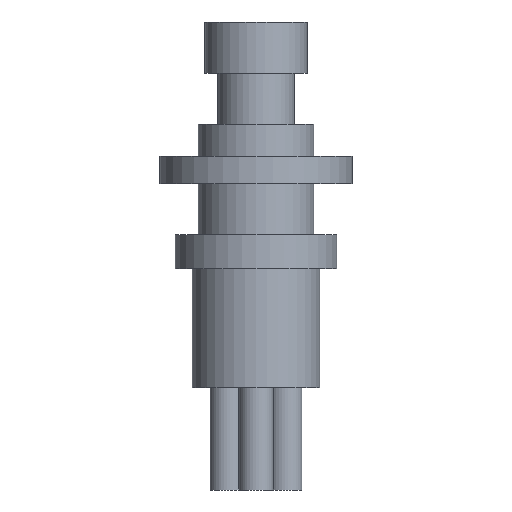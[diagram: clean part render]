
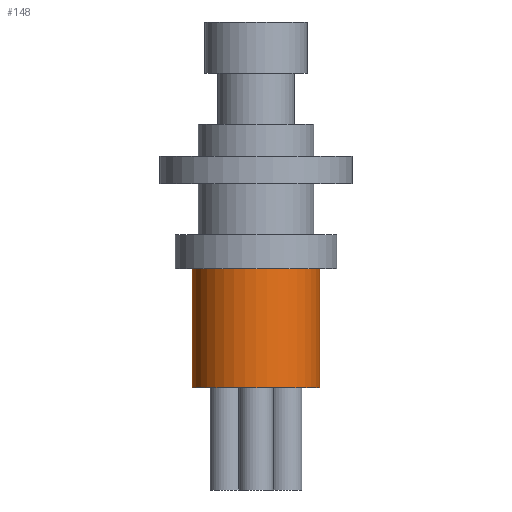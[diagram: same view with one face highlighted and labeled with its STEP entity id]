
A CAD part, left-side view. The second image highlights one B-rep face of the part: STEP entity #148.
In plain terms, the highlighted cylindrical face has radius 3.75 mm (diameter 7.5 mm), a full revolution.
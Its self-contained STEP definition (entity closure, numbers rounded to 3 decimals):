
#129=CYLINDRICAL_SURFACE('',#529,3.75);
#148=ADVANCED_FACE('',(#208,#209),#129,.T.);
#208=FACE_BOUND('',#274,.T.);
#209=FACE_BOUND('',#275,.T.);
#274=EDGE_LOOP('',(#346));
#275=EDGE_LOOP('',(#347));
#346=ORIENTED_EDGE('',*,*,#454,.T.);
#347=ORIENTED_EDGE('',*,*,#453,.T.);
#417=VERTEX_POINT('',#754);
#418=VERTEX_POINT('',#757);
#453=EDGE_CURVE('',#417,#417,#489,.T.);
#454=EDGE_CURVE('',#418,#418,#490,.T.);
#489=CIRCLE('',#526,3.75);
#490=CIRCLE('',#528,3.75);
#526=AXIS2_PLACEMENT_3D('',#753,#604,#605);
#528=AXIS2_PLACEMENT_3D('',#756,#608,#609);
#529=AXIS2_PLACEMENT_3D('',#758,#610,#611);
#604=DIRECTION('',(0.,0.,1.));
#605=DIRECTION('',(1.,0.,0.));
#608=DIRECTION('',(0.,0.,-1.));
#609=DIRECTION('',(1.,0.,0.));
#610=DIRECTION('',(0.,0.,1.));
#611=DIRECTION('',(1.,0.,0.));
#753=CARTESIAN_POINT('',(20.,48.,28.));
#754=CARTESIAN_POINT('',(23.75,48.,28.));
#756=CARTESIAN_POINT('',(20.,48.,35.));
#757=CARTESIAN_POINT('',(23.75,48.,35.));
#758=CARTESIAN_POINT('',(20.,48.,28.));
